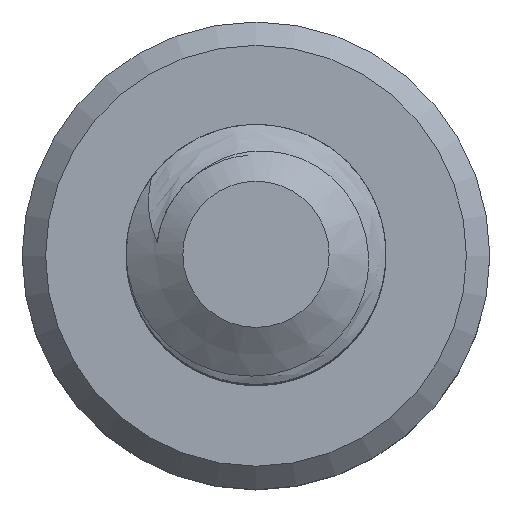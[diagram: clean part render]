
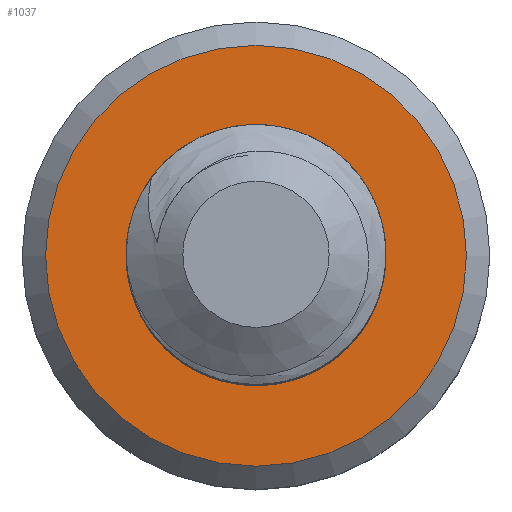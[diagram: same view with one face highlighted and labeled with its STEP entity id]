
A CAD part, top view. The second image highlights one B-rep face of the part: STEP entity #1037.
In plain terms, the highlighted planar face has unit normal (0, 0, 1).
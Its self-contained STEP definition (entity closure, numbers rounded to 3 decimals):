
#16=FACE_BOUND('',#153,.T.);
#19=PLANE('',#1138);
#91=FACE_OUTER_BOUND('',#152,.T.);
#152=EDGE_LOOP('',(#903,#904));
#153=EDGE_LOOP('',(#905,#906,#907,#908,#909,#910));
#166=CIRCLE('',#1071,1.25);
#167=CIRCLE('',#1073,1.25);
#170=CIRCLE('',#1110,0.958);
#173=CIRCLE('',#1114,2.025);
#174=CIRCLE('',#1115,2.025);
#183=CIRCLE('',#1129,0.958);
#265=B_SPLINE_CURVE_WITH_KNOTS('',3,(#7679,#7680,#7681,#7682,#7683,#7684,
#7685,#7686,#7687,#7688,#7689,#7690,#7691,#7692,#7693,#7694,#7695,#7696,
#7697,#7698,#7699,#7700,#7701,#7702,#7703,#7704,#7705,#7706,#7707,#7708,
#7709,#7710,#7711,#7712,#7713,#7714,#7715,#7716,#7717,#7718,#7719,#7720,
#7721,#7722,#7723,#7724,#7725,#7726,#7727,#7728,#7729,#7730),
 .UNSPECIFIED.,.F.,.F.,(4,3,3,3,3,3,3,3,3,3,3,3,3,3,3,3,3,4),(0.,0.019,
0.03,0.036,0.049,0.057,
0.064,0.133,0.181,0.204,
0.224,0.238,0.277,0.298,
0.316,0.403,0.474,0.546),
 .UNSPECIFIED.);
#266=B_SPLINE_CURVE_WITH_KNOTS('',3,(#8213,#8214,#8215,#8216,#8217,#8218,
#8219,#8220,#8221,#8222,#8223,#8224,#8225,#8226,#8227,#8228,#8229,#8230,
#8231,#8232,#8233,#8234,#8235,#8236,#8237,#8238,#8239,#8240,#8241,#8242,
#8243,#8244,#8245,#8246),.UNSPECIFIED.,.F.,.F.,(4,3,3,3,3,3,3,3,3,3,3,4),
(0.,0.053,0.057,0.065,0.136,
0.194,0.231,0.291,0.334,
0.386,0.46,0.47),.UNSPECIFIED.);
#372=VERTEX_POINT('',#1370);
#373=VERTEX_POINT('',#1372);
#376=VERTEX_POINT('',#1461);
#446=VERTEX_POINT('',#6885);
#448=VERTEX_POINT('',#6888);
#451=VERTEX_POINT('',#7035);
#452=VERTEX_POINT('',#7037);
#463=VERTEX_POINT('',#7186);
#476=EDGE_CURVE('',#373,#372,#166,.T.);
#479=EDGE_CURVE('',#372,#376,#167,.T.);
#583=EDGE_CURVE('',#448,#446,#170,.T.);
#589=EDGE_CURVE('',#452,#451,#173,.T.);
#590=EDGE_CURVE('',#451,#452,#174,.T.);
#607=EDGE_CURVE('',#446,#463,#183,.T.);
#609=EDGE_CURVE('',#463,#376,#265,.T.);
#610=EDGE_CURVE('',#373,#448,#266,.T.);
#903=ORIENTED_EDGE('',*,*,#589,.T.);
#904=ORIENTED_EDGE('',*,*,#590,.T.);
#905=ORIENTED_EDGE('',*,*,#476,.F.);
#906=ORIENTED_EDGE('',*,*,#610,.T.);
#907=ORIENTED_EDGE('',*,*,#583,.T.);
#908=ORIENTED_EDGE('',*,*,#607,.T.);
#909=ORIENTED_EDGE('',*,*,#609,.T.);
#910=ORIENTED_EDGE('',*,*,#479,.F.);
#1037=ADVANCED_FACE('',(#91,#16),#19,.F.);
#1071=AXIS2_PLACEMENT_3D('',#1377,#1156,#1157);
#1073=AXIS2_PLACEMENT_3D('',#1462,#1161,#1162);
#1110=AXIS2_PLACEMENT_3D('',#6889,#1269,#1270);
#1114=AXIS2_PLACEMENT_3D('',#7038,#1278,#1279);
#1115=AXIS2_PLACEMENT_3D('',#7039,#1280,#1281);
#1129=AXIS2_PLACEMENT_3D('',#7191,#1311,#1312);
#1138=AXIS2_PLACEMENT_3D('',#8258,#1329,#1330);
#1156=DIRECTION('center_axis',(0.,0.,1.));
#1157=DIRECTION('ref_axis',(1.,0.,0.));
#1161=DIRECTION('center_axis',(0.,0.,1.));
#1162=DIRECTION('ref_axis',(1.,0.,0.));
#1269=DIRECTION('center_axis',(0.,0.,-1.));
#1270=DIRECTION('ref_axis',(1.,0.,0.));
#1278=DIRECTION('center_axis',(0.,0.,1.));
#1279=DIRECTION('ref_axis',(-1.,0.,0.));
#1280=DIRECTION('center_axis',(0.,0.,1.));
#1281=DIRECTION('ref_axis',(-1.,0.,0.));
#1311=DIRECTION('center_axis',(0.,0.,-1.));
#1312=DIRECTION('ref_axis',(1.,0.,0.));
#1329=DIRECTION('center_axis',(0.,0.,-1.));
#1330=DIRECTION('ref_axis',(-1.,0.,0.));
#1370=CARTESIAN_POINT('',(-1.25,0.,-8.));
#1372=CARTESIAN_POINT('',(-1.233,0.208,-8.));
#1377=CARTESIAN_POINT('Origin',(0.,0.,-8.));
#1461=CARTESIAN_POINT('',(-1.019,-0.724,-8.));
#1462=CARTESIAN_POINT('Origin',(0.,0.,-8.));
#6885=CARTESIAN_POINT('',(0.958,0.,-8.));
#6888=CARTESIAN_POINT('',(0.781,0.554,-8.));
#6889=CARTESIAN_POINT('Origin',(0.,0.,-8.));
#7035=CARTESIAN_POINT('',(2.025,0.,-8.));
#7037=CARTESIAN_POINT('',(-2.025,0.,-8.));
#7038=CARTESIAN_POINT('Origin',(0.,0.,-8.));
#7039=CARTESIAN_POINT('Origin',(0.,0.,-8.));
#7186=CARTESIAN_POINT('',(0.944,-0.16,-8.));
#7191=CARTESIAN_POINT('Origin',(0.,0.,-8.));
#7679=CARTESIAN_POINT('Ctrl Pts',(0.944,-0.16,
-8.));
#7680=CARTESIAN_POINT('Ctrl Pts',(0.942,-0.221,
-8.));
#7681=CARTESIAN_POINT('Ctrl Pts',(0.934,-0.283,
-8.));
#7682=CARTESIAN_POINT('Ctrl Pts',(0.92,-0.343,
-8.));
#7683=CARTESIAN_POINT('Ctrl Pts',(0.911,-0.379,
-8.));
#7684=CARTESIAN_POINT('Ctrl Pts',(0.9,-0.416,
-8.));
#7685=CARTESIAN_POINT('Ctrl Pts',(0.887,-0.45,-8.));
#7686=CARTESIAN_POINT('Ctrl Pts',(0.881,-0.468,
-8.));
#7687=CARTESIAN_POINT('Ctrl Pts',(0.874,-0.484,
-8.));
#7688=CARTESIAN_POINT('Ctrl Pts',(0.867,-0.501,
-8.));
#7689=CARTESIAN_POINT('Ctrl Pts',(0.852,-0.534,
-8.));
#7690=CARTESIAN_POINT('Ctrl Pts',(0.837,-0.564,-8.));
#7691=CARTESIAN_POINT('Ctrl Pts',(0.823,-0.59,-8.));
#7692=CARTESIAN_POINT('Ctrl Pts',(0.813,-0.607,
-8.));
#7693=CARTESIAN_POINT('Ctrl Pts',(0.804,-0.623,-8.));
#7694=CARTESIAN_POINT('Ctrl Pts',(0.795,-0.637,
-8.));
#7695=CARTESIAN_POINT('Ctrl Pts',(0.789,-0.647,
-8.));
#7696=CARTESIAN_POINT('Ctrl Pts',(0.782,-0.657,
-8.));
#7697=CARTESIAN_POINT('Ctrl Pts',(0.776,-0.667,
-8.));
#7698=CARTESIAN_POINT('Ctrl Pts',(0.707,-0.77,
-8.));
#7699=CARTESIAN_POINT('Ctrl Pts',(0.62,-0.86,
-8.));
#7700=CARTESIAN_POINT('Ctrl Pts',(0.519,-0.933,
-8.));
#7701=CARTESIAN_POINT('Ctrl Pts',(0.448,-0.985,
-8.));
#7702=CARTESIAN_POINT('Ctrl Pts',(0.371,-1.028,-8.));
#7703=CARTESIAN_POINT('Ctrl Pts',(0.29,-1.06,-8.));
#7704=CARTESIAN_POINT('Ctrl Pts',(0.251,-1.076,-8.));
#7705=CARTESIAN_POINT('Ctrl Pts',(0.212,-1.089,-8.));
#7706=CARTESIAN_POINT('Ctrl Pts',(0.171,-1.1,-8.));
#7707=CARTESIAN_POINT('Ctrl Pts',(0.137,-1.109,-8.));
#7708=CARTESIAN_POINT('Ctrl Pts',(0.104,-1.116,-8.));
#7709=CARTESIAN_POINT('Ctrl Pts',(0.071,-1.121,
-8.));
#7710=CARTESIAN_POINT('Ctrl Pts',(0.047,-1.125,
-8.));
#7711=CARTESIAN_POINT('Ctrl Pts',(0.023,-1.129,
-8.));
#7712=CARTESIAN_POINT('Ctrl Pts',(0.,-1.131,
-8.));
#7713=CARTESIAN_POINT('Ctrl Pts',(-0.062,-1.137,
-8.));
#7714=CARTESIAN_POINT('Ctrl Pts',(-0.12,-1.138,
-8.));
#7715=CARTESIAN_POINT('Ctrl Pts',(-0.173,-1.135,
-8.));
#7716=CARTESIAN_POINT('Ctrl Pts',(-0.203,-1.134,
-8.));
#7717=CARTESIAN_POINT('Ctrl Pts',(-0.231,-1.132,
-8.));
#7718=CARTESIAN_POINT('Ctrl Pts',(-0.257,-1.129,
-8.));
#7719=CARTESIAN_POINT('Ctrl Pts',(-0.278,-1.126,
-8.));
#7720=CARTESIAN_POINT('Ctrl Pts',(-0.298,-1.123,
-8.));
#7721=CARTESIAN_POINT('Ctrl Pts',(-0.319,-1.12,
-8.));
#7722=CARTESIAN_POINT('Ctrl Pts',(-0.421,-1.102,
-8.));
#7723=CARTESIAN_POINT('Ctrl Pts',(-0.521,-1.071,-8.));
#7724=CARTESIAN_POINT('Ctrl Pts',(-0.615,-1.028,-8.));
#7725=CARTESIAN_POINT('Ctrl Pts',(-0.692,-0.993,-8.));
#7726=CARTESIAN_POINT('Ctrl Pts',(-0.764,-0.949,
-8.));
#7727=CARTESIAN_POINT('Ctrl Pts',(-0.831,-0.899,
-8.));
#7728=CARTESIAN_POINT('Ctrl Pts',(-0.9,-0.848,-8.));
#7729=CARTESIAN_POINT('Ctrl Pts',(-0.963,-0.789,
-8.));
#7730=CARTESIAN_POINT('Ctrl Pts',(-1.019,-0.724,
-8.));
#8213=CARTESIAN_POINT('Ctrl Pts',(-1.233,0.208,-8.));
#8214=CARTESIAN_POINT('Ctrl Pts',(-1.186,0.378,-8.));
#8215=CARTESIAN_POINT('Ctrl Pts',(-1.113,0.504,-8.));
#8216=CARTESIAN_POINT('Ctrl Pts',(-1.058,0.585,-8.));
#8217=CARTESIAN_POINT('Ctrl Pts',(-1.053,0.591,-8.));
#8218=CARTESIAN_POINT('Ctrl Pts',(-1.049,0.597,-8.));
#8219=CARTESIAN_POINT('Ctrl Pts',(-1.045,0.603,-8.));
#8220=CARTESIAN_POINT('Ctrl Pts',(-1.037,0.614,-8.));
#8221=CARTESIAN_POINT('Ctrl Pts',(-1.029,0.625,-8.));
#8222=CARTESIAN_POINT('Ctrl Pts',(-1.021,0.636,-8.));
#8223=CARTESIAN_POINT('Ctrl Pts',(-0.948,0.732,
-8.));
#8224=CARTESIAN_POINT('Ctrl Pts',(-0.86,0.815,
-8.));
#8225=CARTESIAN_POINT('Ctrl Pts',(-0.761,0.883,
-8.));
#8226=CARTESIAN_POINT('Ctrl Pts',(-0.68,0.939,
-8.));
#8227=CARTESIAN_POINT('Ctrl Pts',(-0.592,0.984,
-8.));
#8228=CARTESIAN_POINT('Ctrl Pts',(-0.499,1.017,-8.));
#8229=CARTESIAN_POINT('Ctrl Pts',(-0.439,1.038,-8.));
#8230=CARTESIAN_POINT('Ctrl Pts',(-0.378,1.055,-8.));
#8231=CARTESIAN_POINT('Ctrl Pts',(-0.314,1.066,-8.));
#8232=CARTESIAN_POINT('Ctrl Pts',(-0.214,1.084,-8.));
#8233=CARTESIAN_POINT('Ctrl Pts',(-0.107,1.088,-8.));
#8234=CARTESIAN_POINT('Ctrl Pts',(0.,1.077,
-8.));
#8235=CARTESIAN_POINT('Ctrl Pts',(0.078,1.069,-8.));
#8236=CARTESIAN_POINT('Ctrl Pts',(0.156,1.051,-8.));
#8237=CARTESIAN_POINT('Ctrl Pts',(0.23,1.025,-8.));
#8238=CARTESIAN_POINT('Ctrl Pts',(0.319,0.994,-8.));
#8239=CARTESIAN_POINT('Ctrl Pts',(0.403,0.95,-8.));
#8240=CARTESIAN_POINT('Ctrl Pts',(0.48,0.895,-8.));
#8241=CARTESIAN_POINT('Ctrl Pts',(0.59,0.817,-8.));
#8242=CARTESIAN_POINT('Ctrl Pts',(0.683,0.717,-8.));
#8243=CARTESIAN_POINT('Ctrl Pts',(0.754,0.602,-8.));
#8244=CARTESIAN_POINT('Ctrl Pts',(0.763,0.586,-8.));
#8245=CARTESIAN_POINT('Ctrl Pts',(0.772,0.57,-8.));
#8246=CARTESIAN_POINT('Ctrl Pts',(0.781,0.554,-8.));
#8258=CARTESIAN_POINT('Origin',(0.,0.,-8.));
